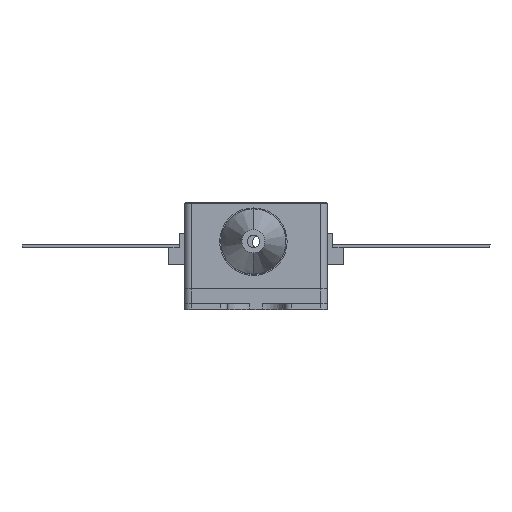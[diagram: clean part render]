
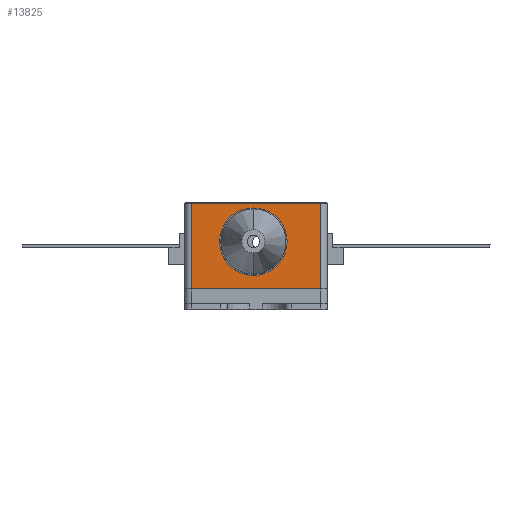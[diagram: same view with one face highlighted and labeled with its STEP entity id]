
A CAD part, top view. The second image highlights one B-rep face of the part: STEP entity #13825.
In plain terms, the highlighted planar face has unit normal (0, 0, 1).
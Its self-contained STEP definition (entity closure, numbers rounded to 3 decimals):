
#253 = CARTESIAN_POINT ( 'NONE',  ( -150.97, 16.256, 79.145 ) ) ;
#319 = VERTEX_POINT ( 'NONE', #10121 ) ;
#484 = DIRECTION ( 'NONE',  ( 0., 1., 0. ) ) ;
#1254 = AXIS2_PLACEMENT_3D ( 'NONE', #5012, #22307, #13617 ) ;
#2170 = DIRECTION ( 'NONE',  ( 1., 0., 0. ) ) ;
#2337 = EDGE_LOOP ( 'NONE', ( #17423, #14209, #19013, #3490 ) ) ;
#2755 = VECTOR ( 'NONE', #484, 1000. ) ;
#2882 = DIRECTION ( 'NONE',  ( 0., 0., 1. ) ) ;
#3474 = CIRCLE ( 'NONE', #14991, 1.587 ) ;
#3490 = ORIENTED_EDGE ( 'NONE', *, *, #3674, .T. ) ;
#3506 = FACE_BOUND ( 'NONE', #15346, .T. ) ;
#3578 = VERTEX_POINT ( 'NONE', #16197 ) ;
#3674 = EDGE_CURVE ( 'NONE', #10676, #3578, #7350, .T. ) ;
#4068 = FACE_OUTER_BOUND ( 'NONE', #2337, .T. ) ;
#4792 = CIRCLE ( 'NONE', #8782, 1.587 ) ;
#5012 = CARTESIAN_POINT ( 'NONE',  ( -151.57, 8.656, 79.145 ) ) ;
#5026 = VECTOR ( 'NONE', #13077, 1000. ) ;
#5304 = LINE ( 'NONE', #21770, #5026 ) ;
#5820 = DIRECTION ( 'NONE',  ( 1., 0., 0. ) ) ;
#6192 = ORIENTED_EDGE ( 'NONE', *, *, #7830, .F. ) ;
#6422 = CARTESIAN_POINT ( 'NONE',  ( -145.454, 12.856, 79.145 ) ) ;
#6817 = LINE ( 'NONE', #16295, #13119 ) ;
#7067 = EDGE_CURVE ( 'NONE', #21314, #319, #4792, .T. ) ;
#7350 = LINE ( 'NONE', #19482, #2755 ) ;
#7830 = EDGE_CURVE ( 'NONE', #319, #21314, #3474, .T. ) ;
#8628 = VERTEX_POINT ( 'NONE', #12984 ) ;
#8782 = AXIS2_PLACEMENT_3D ( 'NONE', #6422, #2882, #17064 ) ;
#10121 = CARTESIAN_POINT ( 'NONE',  ( -147.042, 12.856, 79.145 ) ) ;
#10676 = VERTEX_POINT ( 'NONE', #21189 ) ;
#10981 = CARTESIAN_POINT ( 'NONE',  ( -151.57, 8.656, 79.145 ) ) ;
#11322 = VECTOR ( 'NONE', #5820, 1000. ) ;
#12498 = VERTEX_POINT ( 'NONE', #253 ) ;
#12984 = CARTESIAN_POINT ( 'NONE',  ( -150.97, 8.656, 79.145 ) ) ;
#13077 = DIRECTION ( 'NONE',  ( -1., 0., 0. ) ) ;
#13119 = VECTOR ( 'NONE', #14411, 1000. ) ;
#13617 = DIRECTION ( 'NONE',  ( 1., 0., 0. ) ) ;
#13825 = ADVANCED_FACE ( 'NONE', ( #3506, #4068 ), #18797, .T. ) ;
#14209 = ORIENTED_EDGE ( 'NONE', *, *, #16272, .T. ) ;
#14411 = DIRECTION ( 'NONE',  ( 0., -1., 0. ) ) ;
#14991 = AXIS2_PLACEMENT_3D ( 'NONE', #19425, #16049, #2170 ) ;
#15254 = EDGE_CURVE ( 'NONE', #3578, #12498, #5304, .T. ) ;
#15346 = EDGE_LOOP ( 'NONE', ( #18740, #6192 ) ) ;
#16032 = LINE ( 'NONE', #10981, #11322 ) ;
#16049 = DIRECTION ( 'NONE',  ( 0., 0., 1. ) ) ;
#16197 = CARTESIAN_POINT ( 'NONE',  ( -139.47, 16.256, 79.145 ) ) ;
#16272 = EDGE_CURVE ( 'NONE', #12498, #8628, #6817, .T. ) ;
#16295 = CARTESIAN_POINT ( 'NONE',  ( -150.97, 8.656, 79.145 ) ) ;
#17064 = DIRECTION ( 'NONE',  ( 1., 0., 0. ) ) ;
#17423 = ORIENTED_EDGE ( 'NONE', *, *, #15254, .T. ) ;
#17641 = EDGE_CURVE ( 'NONE', #8628, #10676, #16032, .T. ) ;
#18740 = ORIENTED_EDGE ( 'NONE', *, *, #7067, .F. ) ;
#18797 = PLANE ( 'NONE',  #1254 ) ;
#19013 = ORIENTED_EDGE ( 'NONE', *, *, #17641, .T. ) ;
#19425 = CARTESIAN_POINT ( 'NONE',  ( -145.454, 12.856, 79.145 ) ) ;
#19482 = CARTESIAN_POINT ( 'NONE',  ( -139.47, 16.256, 79.145 ) ) ;
#21189 = CARTESIAN_POINT ( 'NONE',  ( -139.47, 8.656, 79.145 ) ) ;
#21314 = VERTEX_POINT ( 'NONE', #21906 ) ;
#21770 = CARTESIAN_POINT ( 'NONE',  ( -151.57, 16.256, 79.145 ) ) ;
#21906 = CARTESIAN_POINT ( 'NONE',  ( -143.867, 12.856, 79.145 ) ) ;
#22307 = DIRECTION ( 'NONE',  ( 0., 0., 1. ) ) ;
